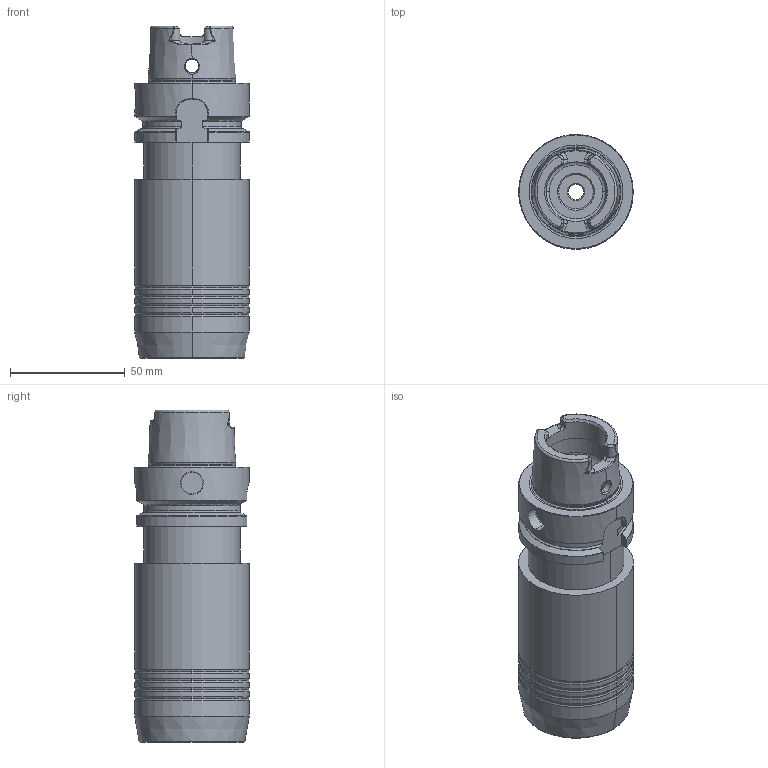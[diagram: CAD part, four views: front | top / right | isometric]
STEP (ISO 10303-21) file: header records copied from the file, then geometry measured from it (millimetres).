
FILE_DESCRIPTION (( 'STEP AP214' ), '1' );
FILE_NAME ('77.A50.025 x=120_step.STEP', '2021-06-10T21:01:03', ( '' ), ( '' ), 'SwSTEP 2.0', 'SolidWorks 2018', '' );
FILE_SCHEMA (( 'AUTOMOTIVE_DESIGN' ));
Length unit declared in the file: millimetre
Products named in the file (1): 77.A50.025 x=120_step
Bounding box: 50 x 50 x 144.9 mm (x, y, z)
Volume: 190430.6 mm3; surface area: 35950 mm2
Topology: 1 solids, 1 shells, 309 faces, 759 edges, 441 vertices
Faces by surface type: bspline 85, plane 62, cylinder 61, torus 60, cone 41
Entity records: 17828 total; most frequent: CARTESIAN_POINT 11144, ORIENTED_EDGE 1490, DIRECTION 1111, EDGE_CURVE 745, AXIS2_PLACEMENT_3D 480, VERTEX_POINT 441, EDGE_LOOP 318, B_SPLINE_CURVE_WITH_KNOTS 314
